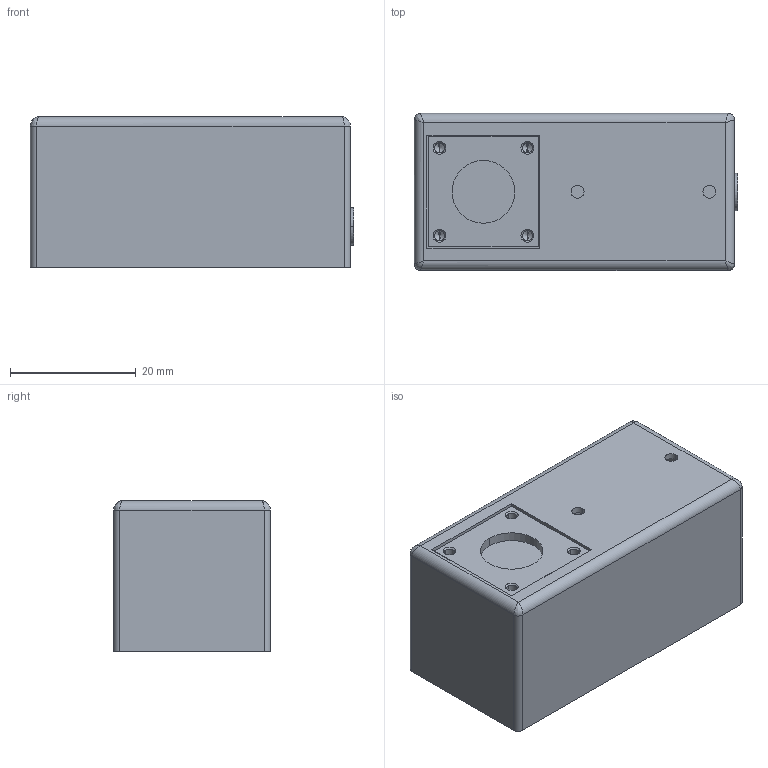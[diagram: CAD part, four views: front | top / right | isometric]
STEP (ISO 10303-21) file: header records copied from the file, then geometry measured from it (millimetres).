
FILE_DESCRIPTION (( 'STEP AP214' ), '1' );
FILE_NAME ('Hamamatsu_PTM_H9656.STEP', '2025-01-20T16:24:28', ( '' ), ( '' ), 'SwSTEP 2.0', 'SolidWorks 2022', '' );
FILE_SCHEMA (( 'AUTOMOTIVE_DESIGN' ));
Length unit declared in the file: millimetre
Products named in the file (6): H9656_PTM_involcre; H9656_can_back_epoxy; Hamamatsu_PTM_H9656; H9656_can_back; H9656_PTM_glass; H9656_can
Assembly tree (5 placements, depth 2):
  Hamamatsu_PTM_H9656
    H9656_can
    H9656_PTM_involcre
    H9656_PTM_glass
    H9656_can_back_epoxy
    H9656_can_back
Bounding box: 51.5 x 25 x 24 mm (x, y, z)
Volume: 18959.5 mm3; surface area: 17788.4 mm2
Topology: 5 solids, 5 shells, 102 faces, 236 edges, 140 vertices
Faces by surface type: plane 45, cylinder 37, cone 16, bspline 4
Entity records: 3300 total; most frequent: CARTESIAN_POINT 686, DIRECTION 478, ORIENTED_EDGE 448, EDGE_CURVE 224, AXIS2_PLACEMENT_3D 164, LINE 150, VECTOR 150, VERTEX_POINT 140
